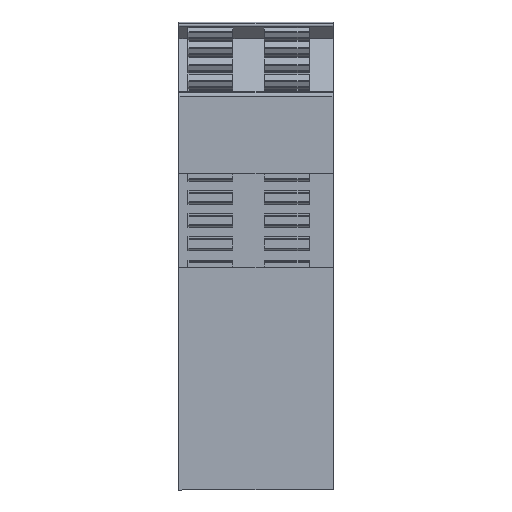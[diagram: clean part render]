
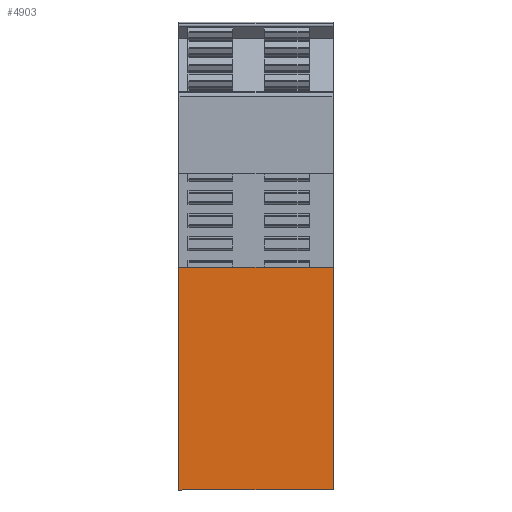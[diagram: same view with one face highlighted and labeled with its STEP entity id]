
A CAD part, front view. The second image highlights one B-rep face of the part: STEP entity #4903.
In plain terms, the highlighted planar face has unit normal (0, -1, 0).
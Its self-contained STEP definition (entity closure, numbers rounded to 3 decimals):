
#2800=AXIS2_PLACEMENT_3D('Plane Axis2P3D',#2797,#2798,#2799) ;
#915=CARTESIAN_POINT('Vertex',(20.567,0.,29.75)) ;
#960=CARTESIAN_POINT('Vertex',(0.,0.,29.75)) ;
#963=CARTESIAN_POINT('Line Origine',(10.283,0.,29.75)) ;
#2797=CARTESIAN_POINT('Axis2P3D Location',(20.568,0.,42.5)) ;
#4864=CARTESIAN_POINT('Vertex',(20.567,0.,0.)) ;
#4867=CARTESIAN_POINT('Line Origine',(10.283,0.,0.)) ;
#4871=CARTESIAN_POINT('Vertex',(0.,0.,0.)) ;
#4887=CARTESIAN_POINT('Line Origine',(20.567,0.,14.875)) ;
#4892=CARTESIAN_POINT('Line Origine',(0.,0.,14.875)) ;
#964=DIRECTION('Vector Direction',(1.,0.,0.)) ;
#2798=DIRECTION('Axis2P3D Direction',(0.,-1.,0.)) ;
#2799=DIRECTION('Axis2P3D XDirection',(0.,0.,1.)) ;
#4868=DIRECTION('Vector Direction',(1.,0.,0.)) ;
#4888=DIRECTION('Vector Direction',(0.,0.,1.)) ;
#4893=DIRECTION('Vector Direction',(0.,0.,1.)) ;
#965=VECTOR('Line Direction',#964,1.) ;
#4869=VECTOR('Line Direction',#4868,1.) ;
#4889=VECTOR('Line Direction',#4888,1.) ;
#4894=VECTOR('Line Direction',#4893,1.) ;
#4898=ORIENTED_EDGE('',*,*,#4891,.F.) ;
#4899=ORIENTED_EDGE('',*,*,#967,.F.) ;
#4900=ORIENTED_EDGE('',*,*,#4896,.F.) ;
#4901=ORIENTED_EDGE('',*,*,#4873,.T.) ;
#4903=ADVANCED_FACE('GEHAEUSE',(#4902),#2801,.T.) ;
#967=EDGE_CURVE('',#961,#916,#966,.T.) ;
#4873=EDGE_CURVE('',#4872,#4865,#4870,.T.) ;
#4891=EDGE_CURVE('',#916,#4865,#4890,.F.) ;
#4896=EDGE_CURVE('',#4872,#961,#4895,.T.) ;
#4897=EDGE_LOOP('',(#4898,#4899,#4900,#4901)) ;
#4902=FACE_OUTER_BOUND('',#4897,.T.) ;
#966=LINE('Line',#963,#965) ;
#4870=LINE('Line',#4867,#4869) ;
#4890=LINE('Line',#4887,#4889) ;
#4895=LINE('Line',#4892,#4894) ;
#2801=PLANE('',#2800) ;
#916=VERTEX_POINT('',#915) ;
#961=VERTEX_POINT('',#960) ;
#4865=VERTEX_POINT('',#4864) ;
#4872=VERTEX_POINT('',#4871) ;
